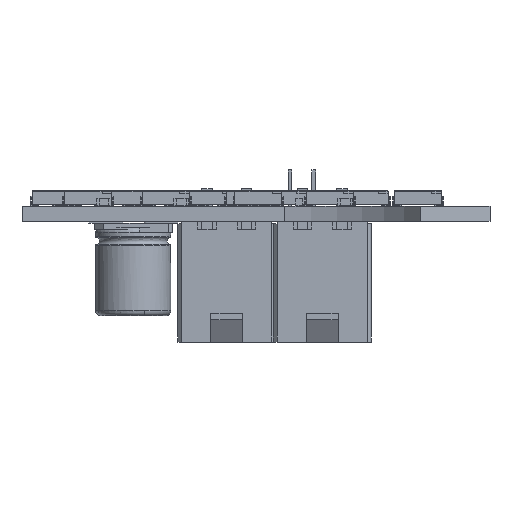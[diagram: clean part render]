
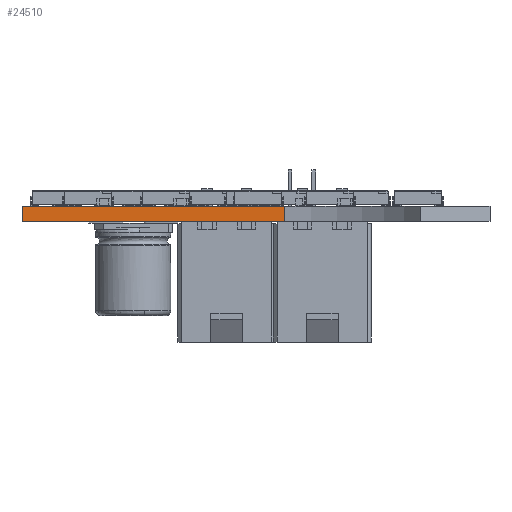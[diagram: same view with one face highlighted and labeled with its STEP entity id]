
A CAD part, front view. The second image highlights one B-rep face of the part: STEP entity #24510.
In plain terms, the highlighted planar face has unit normal (0.002, -1, 0).
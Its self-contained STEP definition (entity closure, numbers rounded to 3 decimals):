
#23273 = PLANE('',#23274);
#23274 = AXIS2_PLACEMENT_3D('',#23275,#23276,#23277);
#23275 = CARTESIAN_POINT('',(168.777,-67.84,1.6));
#23276 = DIRECTION('',(0.,0.,1.));
#23277 = DIRECTION('',(1.,0.,-0.));
#23327 = PLANE('',#23328);
#23328 = AXIS2_PLACEMENT_3D('',#23329,#23330,#23331);
#23329 = CARTESIAN_POINT('',(168.777,-67.84,0.));
#23330 = DIRECTION('',(0.,0.,1.));
#23331 = DIRECTION('',(1.,0.,-0.));
#23458 = PLANE('',#23459);
#23459 = AXIS2_PLACEMENT_3D('',#23460,#23461,#23462);
#23460 = CARTESIAN_POINT('',(147.828,-21.365,0.));
#23461 = DIRECTION('',(1.,0.,-0.));
#23462 = DIRECTION('',(0.,-1.,0.));
#23497 = VERTEX_POINT('',#23498);
#23498 = CARTESIAN_POINT('',(147.828,-101.902,0.));
#23519 = EDGE_CURVE('',#23497,#23520,#23522,.T.);
#23520 = VERTEX_POINT('',#23521);
#23521 = CARTESIAN_POINT('',(175.768,-101.837,0.));
#23522 = SURFACE_CURVE('',#23523,(#23527,#23534),.PCURVE_S1.);
#23523 = LINE('',#23524,#23525);
#23524 = CARTESIAN_POINT('',(147.828,-101.902,0.));
#23525 = VECTOR('',#23526,1.);
#23526 = DIRECTION('',(1.,0.002,0.));
#23527 = PCURVE('',#23327,#23528);
#23528 = DEFINITIONAL_REPRESENTATION('',(#23529),#23533);
#23529 = LINE('',#23530,#23531);
#23530 = CARTESIAN_POINT('',(-20.949,-34.062));
#23531 = VECTOR('',#23532,1.);
#23532 = DIRECTION('',(1.,0.002));
#23533 = ( GEOMETRIC_REPRESENTATION_CONTEXT(2) 
PARAMETRIC_REPRESENTATION_CONTEXT() REPRESENTATION_CONTEXT('2D SPACE',''
  ) );
#23534 = PCURVE('',#23535,#23540);
#23535 = PLANE('',#23536);
#23536 = AXIS2_PLACEMENT_3D('',#23537,#23538,#23539);
#23537 = CARTESIAN_POINT('',(147.828,-101.902,0.));
#23538 = DIRECTION('',(-0.002,1.,0.));
#23539 = DIRECTION('',(1.,0.002,0.));
#23540 = DEFINITIONAL_REPRESENTATION('',(#23541),#23545);
#23541 = LINE('',#23542,#23543);
#23542 = CARTESIAN_POINT('',(0.,0.));
#23543 = VECTOR('',#23544,1.);
#23544 = DIRECTION('',(1.,0.));
#23545 = ( GEOMETRIC_REPRESENTATION_CONTEXT(2) 
PARAMETRIC_REPRESENTATION_CONTEXT() REPRESENTATION_CONTEXT('2D SPACE',''
  ) );
#23564 = CYLINDRICAL_SURFACE('',#23565,19.05);
#23565 = AXIS2_PLACEMENT_3D('',#23566,#23567,#23568);
#23566 = CARTESIAN_POINT('',(174.42,-120.84,0.));
#23567 = DIRECTION('',(-0.,-0.,-1.));
#23568 = DIRECTION('',(1.,0.,-0.));
#24004 = VERTEX_POINT('',#24005);
#24005 = CARTESIAN_POINT('',(147.828,-101.902,1.6));
#24026 = EDGE_CURVE('',#24004,#24027,#24029,.T.);
#24027 = VERTEX_POINT('',#24028);
#24028 = CARTESIAN_POINT('',(175.768,-101.837,1.6));
#24029 = SURFACE_CURVE('',#24030,(#24034,#24041),.PCURVE_S1.);
#24030 = LINE('',#24031,#24032);
#24031 = CARTESIAN_POINT('',(147.828,-101.902,1.6));
#24032 = VECTOR('',#24033,1.);
#24033 = DIRECTION('',(1.,0.002,0.));
#24034 = PCURVE('',#23273,#24035);
#24035 = DEFINITIONAL_REPRESENTATION('',(#24036),#24040);
#24036 = LINE('',#24037,#24038);
#24037 = CARTESIAN_POINT('',(-20.949,-34.062));
#24038 = VECTOR('',#24039,1.);
#24039 = DIRECTION('',(1.,0.002));
#24040 = ( GEOMETRIC_REPRESENTATION_CONTEXT(2) 
PARAMETRIC_REPRESENTATION_CONTEXT() REPRESENTATION_CONTEXT('2D SPACE',''
  ) );
#24041 = PCURVE('',#23535,#24042);
#24042 = DEFINITIONAL_REPRESENTATION('',(#24043),#24047);
#24043 = LINE('',#24044,#24045);
#24044 = CARTESIAN_POINT('',(0.,-1.6));
#24045 = VECTOR('',#24046,1.);
#24046 = DIRECTION('',(1.,0.));
#24047 = ( GEOMETRIC_REPRESENTATION_CONTEXT(2) 
PARAMETRIC_REPRESENTATION_CONTEXT() REPRESENTATION_CONTEXT('2D SPACE',''
  ) );
#24462 = EDGE_CURVE('',#23497,#24004,#24463,.T.);
#24463 = SURFACE_CURVE('',#24464,(#24468,#24475),.PCURVE_S1.);
#24464 = LINE('',#24465,#24466);
#24465 = CARTESIAN_POINT('',(147.828,-101.902,0.));
#24466 = VECTOR('',#24467,1.);
#24467 = DIRECTION('',(0.,0.,1.));
#24468 = PCURVE('',#23458,#24469);
#24469 = DEFINITIONAL_REPRESENTATION('',(#24470),#24474);
#24470 = LINE('',#24471,#24472);
#24471 = CARTESIAN_POINT('',(80.537,0.));
#24472 = VECTOR('',#24473,1.);
#24473 = DIRECTION('',(0.,-1.));
#24474 = ( GEOMETRIC_REPRESENTATION_CONTEXT(2) 
PARAMETRIC_REPRESENTATION_CONTEXT() REPRESENTATION_CONTEXT('2D SPACE',''
  ) );
#24475 = PCURVE('',#23535,#24476);
#24476 = DEFINITIONAL_REPRESENTATION('',(#24477),#24481);
#24477 = LINE('',#24478,#24479);
#24478 = CARTESIAN_POINT('',(0.,0.));
#24479 = VECTOR('',#24480,1.);
#24480 = DIRECTION('',(0.,-1.));
#24481 = ( GEOMETRIC_REPRESENTATION_CONTEXT(2) 
PARAMETRIC_REPRESENTATION_CONTEXT() REPRESENTATION_CONTEXT('2D SPACE',''
  ) );
#24510 = ADVANCED_FACE('',(#24511),#23535,.F.);
#24511 = FACE_BOUND('',#24512,.F.);
#24512 = EDGE_LOOP('',(#24513,#24514,#24515,#24536));
#24513 = ORIENTED_EDGE('',*,*,#24462,.T.);
#24514 = ORIENTED_EDGE('',*,*,#24026,.T.);
#24515 = ORIENTED_EDGE('',*,*,#24516,.F.);
#24516 = EDGE_CURVE('',#23520,#24027,#24517,.T.);
#24517 = SURFACE_CURVE('',#24518,(#24522,#24529),.PCURVE_S1.);
#24518 = LINE('',#24519,#24520);
#24519 = CARTESIAN_POINT('',(175.768,-101.837,0.));
#24520 = VECTOR('',#24521,1.);
#24521 = DIRECTION('',(0.,0.,1.));
#24522 = PCURVE('',#23535,#24523);
#24523 = DEFINITIONAL_REPRESENTATION('',(#24524),#24528);
#24524 = LINE('',#24525,#24526);
#24525 = CARTESIAN_POINT('',(27.94,0.));
#24526 = VECTOR('',#24527,1.);
#24527 = DIRECTION('',(0.,-1.));
#24528 = ( GEOMETRIC_REPRESENTATION_CONTEXT(2) 
PARAMETRIC_REPRESENTATION_CONTEXT() REPRESENTATION_CONTEXT('2D SPACE',''
  ) );
#24529 = PCURVE('',#23564,#24530);
#24530 = DEFINITIONAL_REPRESENTATION('',(#24531),#24535);
#24531 = LINE('',#24532,#24533);
#24532 = CARTESIAN_POINT('',(-1.5,0.));
#24533 = VECTOR('',#24534,1.);
#24534 = DIRECTION('',(-0.,-1.));
#24535 = ( GEOMETRIC_REPRESENTATION_CONTEXT(2) 
PARAMETRIC_REPRESENTATION_CONTEXT() REPRESENTATION_CONTEXT('2D SPACE',''
  ) );
#24536 = ORIENTED_EDGE('',*,*,#23519,.F.);
